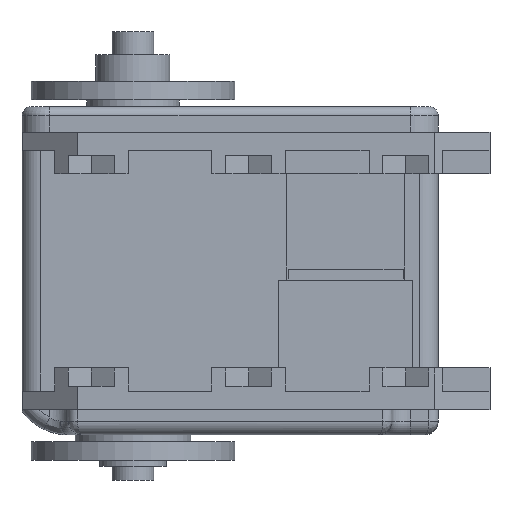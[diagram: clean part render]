
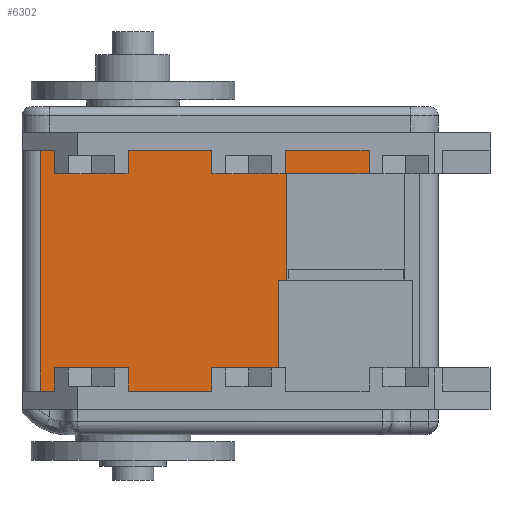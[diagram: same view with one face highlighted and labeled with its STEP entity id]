
A CAD part, left-side view. The second image highlights one B-rep face of the part: STEP entity #6302.
In plain terms, the highlighted planar face has unit normal (-1, 0, 0).
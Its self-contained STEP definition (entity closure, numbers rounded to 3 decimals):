
#213=FACE_OUTER_BOUND('',#549,.T.);
#549=EDGE_LOOP('',(#4340,#4341,#4342,#4343,#4344,#4345,#4346,#4347,#4348,
#4349,#4350,#4351,#4352,#4353,#4354,#4355,#4356,#4357,#4358,#4359,#4360,
#4361,#4362,#4363,#4364,#4365,#4366,#4367,#4368,#4369));
#947=LINE('',#9568,#1657);
#951=LINE('',#9577,#1661);
#960=LINE('',#9597,#1670);
#1051=LINE('',#9813,#1761);
#1053=LINE('',#9819,#1763);
#1060=LINE('',#9834,#1770);
#1063=LINE('',#9841,#1773);
#1076=LINE('',#9869,#1786);
#1111=LINE('',#9939,#1821);
#1122=LINE('',#9959,#1832);
#1129=LINE('',#9972,#1839);
#1130=LINE('',#9974,#1840);
#1131=LINE('',#9976,#1841);
#1132=LINE('',#9978,#1842);
#1133=LINE('',#9980,#1843);
#1134=LINE('',#9982,#1844);
#1135=LINE('',#9984,#1845);
#1136=LINE('',#9986,#1846);
#1137=LINE('',#9988,#1847);
#1138=LINE('',#9990,#1848);
#1139=LINE('',#9992,#1849);
#1140=LINE('',#9994,#1850);
#1141=LINE('',#9996,#1851);
#1142=LINE('',#9998,#1852);
#1143=LINE('',#9999,#1853);
#1144=LINE('',#10000,#1854);
#1145=LINE('',#10001,#1855);
#1146=LINE('',#10002,#1856);
#1147=LINE('',#10003,#1857);
#1148=LINE('',#10004,#1858);
#1657=VECTOR('',#7260,9.05);
#1661=VECTOR('',#7266,9.05);
#1670=VECTOR('',#7281,1.525);
#1761=VECTOR('',#7444,3.875);
#1763=VECTOR('',#7448,3.875);
#1770=VECTOR('',#7457,3.875);
#1773=VECTOR('',#7462,3.875);
#1786=VECTOR('',#7479,8.925);
#1821=VECTOR('',#7532,0.201);
#1832=VECTOR('',#7553,0.201);
#1839=VECTOR('',#7566,26.);
#1840=VECTOR('',#7567,1.525);
#1841=VECTOR('',#7568,2.5);
#1842=VECTOR('',#7569,3.875);
#1843=VECTOR('',#7570,0.201);
#1844=VECTOR('',#7571,3.875);
#1845=VECTOR('',#7572,2.5);
#1846=VECTOR('',#7573,9.05);
#1847=VECTOR('',#7574,2.5);
#1848=VECTOR('',#7575,3.875);
#1849=VECTOR('',#7576,0.201);
#1850=VECTOR('',#7577,3.15);
#1851=VECTOR('',#7578,9.5);
#1852=VECTOR('',#7579,0.85);
#1853=VECTOR('',#7580,11.5);
#1854=VECTOR('',#7581,2.5);
#1855=VECTOR('',#7582,2.5);
#1856=VECTOR('',#7583,2.5);
#1857=VECTOR('',#7584,2.5);
#1858=VECTOR('',#7585,2.5);
#2544=VERTEX_POINT('',#9565);
#2545=VERTEX_POINT('',#9567);
#2548=VERTEX_POINT('',#9574);
#2549=VERTEX_POINT('',#9576);
#2556=VERTEX_POINT('',#9595);
#2557=VERTEX_POINT('',#9596);
#2633=VERTEX_POINT('',#9772);
#2646=VERTEX_POINT('',#9811);
#2647=VERTEX_POINT('',#9815);
#2649=VERTEX_POINT('',#9818);
#2655=VERTEX_POINT('',#9831);
#2656=VERTEX_POINT('',#9833);
#2657=VERTEX_POINT('',#9837);
#2659=VERTEX_POINT('',#9840);
#2671=VERTEX_POINT('',#9866);
#2672=VERTEX_POINT('',#9868);
#2705=VERTEX_POINT('',#9971);
#2706=VERTEX_POINT('',#9973);
#2707=VERTEX_POINT('',#9975);
#2708=VERTEX_POINT('',#9977);
#2709=VERTEX_POINT('',#9979);
#2710=VERTEX_POINT('',#9981);
#2711=VERTEX_POINT('',#9983);
#2712=VERTEX_POINT('',#9985);
#2713=VERTEX_POINT('',#9987);
#2714=VERTEX_POINT('',#9989);
#2715=VERTEX_POINT('',#9991);
#2716=VERTEX_POINT('',#9993);
#2717=VERTEX_POINT('',#9995);
#2718=VERTEX_POINT('',#9997);
#3147=EDGE_CURVE('',#2544,#2545,#947,.T.);
#3151=EDGE_CURVE('',#2548,#2549,#951,.T.);
#3160=EDGE_CURVE('',#2556,#2557,#960,.T.);
#3268=EDGE_CURVE('',#2633,#2646,#1051,.T.);
#3270=EDGE_CURVE('',#2649,#2647,#1053,.T.);
#3277=EDGE_CURVE('',#2656,#2655,#1060,.T.);
#3280=EDGE_CURVE('',#2659,#2657,#1063,.T.);
#3293=EDGE_CURVE('',#2671,#2672,#1076,.T.);
#3330=EDGE_CURVE('',#2657,#2656,#1111,.T.);
#3341=EDGE_CURVE('',#2647,#2633,#1122,.T.);
#3348=EDGE_CURVE('',#2556,#2705,#1129,.T.);
#3349=EDGE_CURVE('',#2705,#2706,#1130,.T.);
#3350=EDGE_CURVE('',#2706,#2707,#1131,.T.);
#3351=EDGE_CURVE('',#2708,#2707,#1132,.T.);
#3352=EDGE_CURVE('',#2709,#2708,#1133,.T.);
#3353=EDGE_CURVE('',#2710,#2709,#1134,.T.);
#3354=EDGE_CURVE('',#2711,#2710,#1135,.T.);
#3355=EDGE_CURVE('',#2711,#2712,#1136,.T.);
#3356=EDGE_CURVE('',#2712,#2713,#1137,.T.);
#3357=EDGE_CURVE('',#2714,#2713,#1138,.T.);
#3358=EDGE_CURVE('',#2715,#2714,#1139,.T.);
#3359=EDGE_CURVE('',#2716,#2715,#1140,.T.);
#3360=EDGE_CURVE('',#2717,#2716,#1141,.T.);
#3361=EDGE_CURVE('',#2718,#2717,#1142,.T.);
#3362=EDGE_CURVE('',#2718,#2672,#1143,.T.);
#3363=EDGE_CURVE('',#2549,#2671,#1144,.T.);
#3364=EDGE_CURVE('',#2548,#2659,#1145,.T.);
#3365=EDGE_CURVE('',#2545,#2655,#1146,.T.);
#3366=EDGE_CURVE('',#2544,#2649,#1147,.T.);
#3367=EDGE_CURVE('',#2557,#2646,#1148,.T.);
#4340=ORIENTED_EDGE('',*,*,#3348,.T.);
#4341=ORIENTED_EDGE('',*,*,#3349,.T.);
#4342=ORIENTED_EDGE('',*,*,#3350,.T.);
#4343=ORIENTED_EDGE('',*,*,#3351,.F.);
#4344=ORIENTED_EDGE('',*,*,#3352,.F.);
#4345=ORIENTED_EDGE('',*,*,#3353,.F.);
#4346=ORIENTED_EDGE('',*,*,#3354,.F.);
#4347=ORIENTED_EDGE('',*,*,#3355,.T.);
#4348=ORIENTED_EDGE('',*,*,#3356,.T.);
#4349=ORIENTED_EDGE('',*,*,#3357,.F.);
#4350=ORIENTED_EDGE('',*,*,#3358,.F.);
#4351=ORIENTED_EDGE('',*,*,#3359,.F.);
#4352=ORIENTED_EDGE('',*,*,#3360,.F.);
#4353=ORIENTED_EDGE('',*,*,#3361,.F.);
#4354=ORIENTED_EDGE('',*,*,#3362,.T.);
#4355=ORIENTED_EDGE('',*,*,#3293,.F.);
#4356=ORIENTED_EDGE('',*,*,#3363,.F.);
#4357=ORIENTED_EDGE('',*,*,#3151,.F.);
#4358=ORIENTED_EDGE('',*,*,#3364,.T.);
#4359=ORIENTED_EDGE('',*,*,#3280,.T.);
#4360=ORIENTED_EDGE('',*,*,#3330,.T.);
#4361=ORIENTED_EDGE('',*,*,#3277,.T.);
#4362=ORIENTED_EDGE('',*,*,#3365,.F.);
#4363=ORIENTED_EDGE('',*,*,#3147,.F.);
#4364=ORIENTED_EDGE('',*,*,#3366,.T.);
#4365=ORIENTED_EDGE('',*,*,#3270,.T.);
#4366=ORIENTED_EDGE('',*,*,#3341,.T.);
#4367=ORIENTED_EDGE('',*,*,#3268,.T.);
#4368=ORIENTED_EDGE('',*,*,#3367,.F.);
#4369=ORIENTED_EDGE('',*,*,#3160,.F.);
#5714=PLANE('',#6694);
#6302=ADVANCED_FACE('',(#213),#5714,.T.);
#6694=AXIS2_PLACEMENT_3D('',#9970,#7564,#7565);
#7260=DIRECTION('',(0.,-1.,0.));
#7266=DIRECTION('',(0.,-1.,0.));
#7281=DIRECTION('',(0.,-1.,0.));
#7444=DIRECTION('',(0.,1.,0.));
#7448=DIRECTION('',(0.,1.,0.));
#7457=DIRECTION('',(0.,1.,0.));
#7462=DIRECTION('',(0.,1.,0.));
#7479=DIRECTION('',(0.,1.,0.));
#7532=DIRECTION('',(0.,1.,0.));
#7553=DIRECTION('',(0.,1.,0.));
#7564=DIRECTION('center_axis',(-1.,0.,0.));
#7565=DIRECTION('ref_axis',(0.,0.,1.));
#7566=DIRECTION('',(0.,0.,-1.));
#7567=DIRECTION('',(0.,-1.,0.));
#7568=DIRECTION('',(0.,0.,1.));
#7569=DIRECTION('',(0.,1.,0.));
#7570=DIRECTION('',(0.,1.,0.));
#7571=DIRECTION('',(0.,1.,0.));
#7572=DIRECTION('',(0.,0.,1.));
#7573=DIRECTION('',(0.,-1.,0.));
#7574=DIRECTION('',(0.,0.,1.));
#7575=DIRECTION('',(0.,1.,0.));
#7576=DIRECTION('',(0.,1.,0.));
#7577=DIRECTION('',(0.,1.,0.));
#7578=DIRECTION('',(0.,0.,-1.));
#7579=DIRECTION('',(0.,1.,0.));
#7580=DIRECTION('',(0.,0.,1.));
#7581=DIRECTION('',(0.,0.,-1.));
#7582=DIRECTION('',(0.,0.,-1.));
#7583=DIRECTION('',(0.,0.,-1.));
#7584=DIRECTION('',(0.,0.,-1.));
#7585=DIRECTION('',(0.,0.,-1.));
#9565=CARTESIAN_POINT('',(-12.2,0.525,13.));
#9567=CARTESIAN_POINT('',(-12.2,-8.525,13.));
#9568=CARTESIAN_POINT('',(-12.2,0.525,13.));
#9574=CARTESIAN_POINT('',(-12.2,-16.475,13.));
#9576=CARTESIAN_POINT('',(-12.2,-25.525,13.));
#9577=CARTESIAN_POINT('',(-12.2,-16.475,13.));
#9595=CARTESIAN_POINT('',(-12.2,10.,13.));
#9596=CARTESIAN_POINT('',(-12.2,8.475,13.));
#9597=CARTESIAN_POINT('',(-12.2,10.,13.));
#9772=CARTESIAN_POINT('',(-12.2,4.6,10.5));
#9811=CARTESIAN_POINT('',(-12.2,8.475,10.5));
#9813=CARTESIAN_POINT('',(-12.2,4.6,10.5));
#9815=CARTESIAN_POINT('',(-12.2,4.4,10.5));
#9818=CARTESIAN_POINT('',(-12.2,0.525,10.5));
#9819=CARTESIAN_POINT('',(-12.2,0.525,10.5));
#9831=CARTESIAN_POINT('',(-12.2,-8.525,10.5));
#9833=CARTESIAN_POINT('',(-12.2,-12.4,10.5));
#9834=CARTESIAN_POINT('',(-12.2,-12.4,10.5));
#9837=CARTESIAN_POINT('',(-12.2,-12.6,10.5));
#9840=CARTESIAN_POINT('',(-12.2,-16.475,10.5));
#9841=CARTESIAN_POINT('',(-12.2,-16.475,10.5));
#9866=CARTESIAN_POINT('',(-12.2,-25.525,10.5));
#9868=CARTESIAN_POINT('',(-12.2,-16.6,10.5));
#9869=CARTESIAN_POINT('',(-12.2,-25.525,10.5));
#9939=CARTESIAN_POINT('',(-12.2,-12.6,10.5));
#9959=CARTESIAN_POINT('',(-12.2,4.4,10.5));
#9970=CARTESIAN_POINT('Origin',(-12.2,12.,-17.75));
#9971=CARTESIAN_POINT('',(-12.2,10.,-13.));
#9972=CARTESIAN_POINT('',(-12.2,10.,13.));
#9973=CARTESIAN_POINT('',(-12.2,8.475,-13.));
#9974=CARTESIAN_POINT('',(-12.2,10.,-13.));
#9975=CARTESIAN_POINT('',(-12.2,8.475,-10.5));
#9976=CARTESIAN_POINT('',(-12.2,8.475,-13.));
#9977=CARTESIAN_POINT('',(-12.2,4.6,-10.5));
#9978=CARTESIAN_POINT('',(-12.2,4.6,-10.5));
#9979=CARTESIAN_POINT('',(-12.2,4.4,-10.5));
#9980=CARTESIAN_POINT('',(-12.2,4.4,-10.5));
#9981=CARTESIAN_POINT('',(-12.2,0.525,-10.5));
#9982=CARTESIAN_POINT('',(-12.2,0.525,-10.5));
#9983=CARTESIAN_POINT('',(-12.2,0.525,-13.));
#9984=CARTESIAN_POINT('',(-12.2,0.525,-13.));
#9985=CARTESIAN_POINT('',(-12.2,-8.525,-13.));
#9986=CARTESIAN_POINT('',(-12.2,0.525,-13.));
#9987=CARTESIAN_POINT('',(-12.2,-8.525,-10.5));
#9988=CARTESIAN_POINT('',(-12.2,-8.525,-13.));
#9989=CARTESIAN_POINT('',(-12.2,-12.4,-10.5));
#9990=CARTESIAN_POINT('',(-12.2,-12.4,-10.5));
#9991=CARTESIAN_POINT('',(-12.2,-12.6,-10.5));
#9992=CARTESIAN_POINT('',(-12.2,-12.6,-10.5));
#9993=CARTESIAN_POINT('',(-12.2,-15.75,-10.5));
#9994=CARTESIAN_POINT('',(-12.2,-15.75,-10.5));
#9995=CARTESIAN_POINT('',(-12.2,-15.75,-1.));
#9996=CARTESIAN_POINT('',(-12.2,-15.75,-1.));
#9997=CARTESIAN_POINT('',(-12.2,-16.6,-1.));
#9998=CARTESIAN_POINT('',(-12.2,-16.6,-1.));
#9999=CARTESIAN_POINT('',(-12.2,-16.6,-1.));
#10000=CARTESIAN_POINT('',(-12.2,-25.525,13.));
#10001=CARTESIAN_POINT('',(-12.2,-16.475,13.));
#10002=CARTESIAN_POINT('',(-12.2,-8.525,13.));
#10003=CARTESIAN_POINT('',(-12.2,0.525,13.));
#10004=CARTESIAN_POINT('',(-12.2,8.475,13.));
